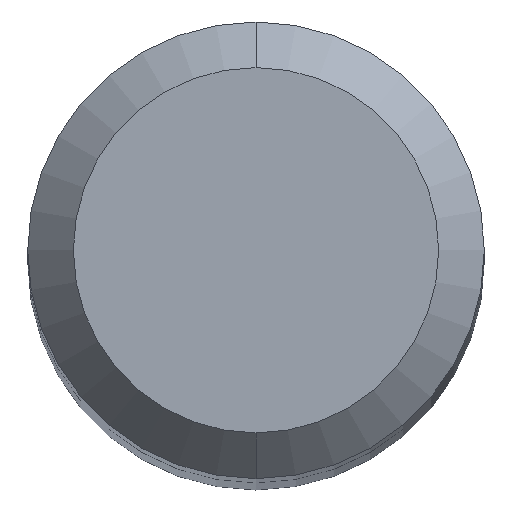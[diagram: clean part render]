
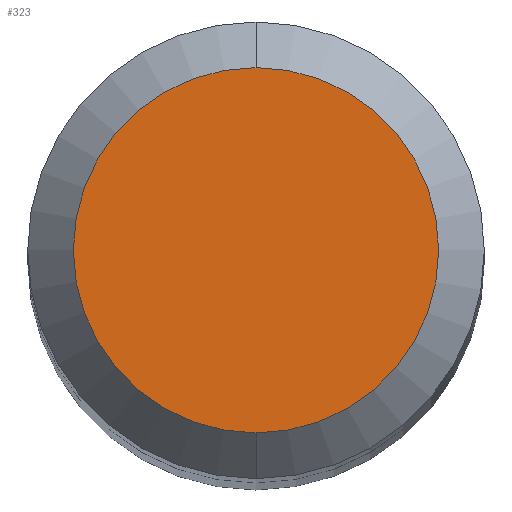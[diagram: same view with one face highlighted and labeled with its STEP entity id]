
A CAD part, top view. The second image highlights one B-rep face of the part: STEP entity #323.
In plain terms, the highlighted planar face has unit normal (0, 0, 1).
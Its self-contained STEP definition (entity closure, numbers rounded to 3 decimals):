
#12 = AXIS2_PLACEMENT_3D ( 'NONE', #311, #242, #26 ) ;
#26 = DIRECTION ( 'NONE',  ( 0., 1., 0. ) ) ;
#60 = DIRECTION ( 'NONE',  ( 0., 1., 0. ) ) ;
#84 = EDGE_CURVE ( 'NONE', #119, #206, #298, .T. ) ;
#109 = CIRCLE ( 'NONE', #131, 3.2 ) ;
#119 = VERTEX_POINT ( 'NONE', #130 ) ;
#130 = CARTESIAN_POINT ( 'NONE',  ( 0., -3.2, 117. ) ) ;
#131 = AXIS2_PLACEMENT_3D ( 'NONE', #293, #224, #60 ) ;
#200 = PLANE ( 'NONE',  #334 ) ;
#201 = ORIENTED_EDGE ( 'NONE', *, *, #214, .F. ) ;
#206 = VERTEX_POINT ( 'NONE', #319 ) ;
#209 = ORIENTED_EDGE ( 'NONE', *, *, #84, .F. ) ;
#214 = EDGE_CURVE ( 'NONE', #206, #119, #109, .T. ) ;
#224 = DIRECTION ( 'NONE',  ( 0., 0., -1. ) ) ;
#225 = DIRECTION ( 'NONE',  ( 0., 0., -1. ) ) ;
#242 = DIRECTION ( 'NONE',  ( 0., 0., -1. ) ) ;
#271 = FACE_OUTER_BOUND ( 'NONE', #281, .T. ) ;
#281 = EDGE_LOOP ( 'NONE', ( #201, #209 ) ) ;
#293 = CARTESIAN_POINT ( 'NONE',  ( 0., 0., 117. ) ) ;
#298 = CIRCLE ( 'NONE', #12, 3.2 ) ;
#299 = CARTESIAN_POINT ( 'NONE',  ( 0., 0., 117. ) ) ;
#311 = CARTESIAN_POINT ( 'NONE',  ( 0., 0., 117. ) ) ;
#319 = CARTESIAN_POINT ( 'NONE',  ( 0., 3.2, 117. ) ) ;
#322 = DIRECTION ( 'NONE',  ( 0., 1., 0. ) ) ;
#323 = ADVANCED_FACE ( 'NONE', ( #271 ), #200, .F. ) ;
#334 = AXIS2_PLACEMENT_3D ( 'NONE', #299, #225, #322 ) ;
